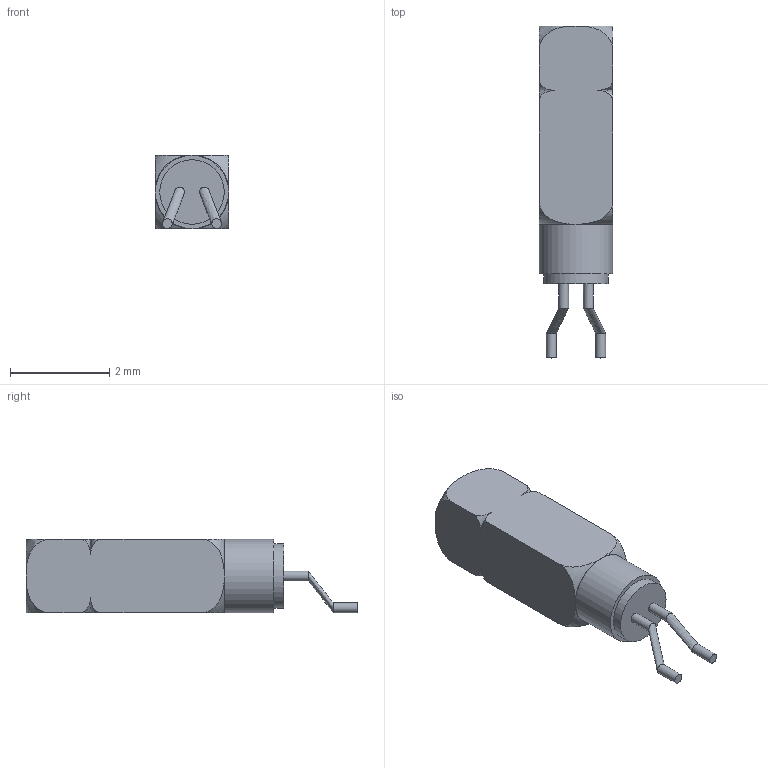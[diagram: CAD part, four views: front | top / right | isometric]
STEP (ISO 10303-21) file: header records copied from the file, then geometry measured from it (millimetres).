
FILE_DESCRIPTION(/* description */ (''),/* implementation_level */ '2;1');
FILE_NAME(/* name */ 'Quartz MS3V-T1R 32768 Hz.step',/* time_stamp */ '2019-01-10T11:05:58+02:00',/* author */ ('nspsig'),/* organization */ (''),/* preprocessor_version */ 'ST-DEVELOPER v17.2',/* originating_system */ 'Autodesk Translation Framework v7.6.0.251',/* authorisation */ '');
FILE_SCHEMA (('AUTOMOTIVE_DESIGN { 1 0 10303 214 3 1 1 }'));
Length unit declared in the file: millimetre
Products named in the file (1): MS3V-T1R 32768 Hz
Bounding box: 1.48 x 6.7 x 1.48 mm (x, y, z)
Volume: 10.8 mm3; surface area: 35.2 mm2
Topology: 3 solids, 3 shells, 39 faces, 95 edges, 63 vertices
Faces by surface type: plane 15, torus 12, cylinder 6, bspline 6
Full cylindrical faces by diameter (mm): 0.2 x4, 1.3 x1, 1.48 x1
Entity records: 1465 total; most frequent: CARTESIAN_POINT 554, ORIENTED_EDGE 190, DIRECTION 164, EDGE_CURVE 95, AXIS2_PLACEMENT_3D 69, VERTEX_POINT 63, EDGE_LOOP 40, FACE_OUTER_BOUND 39
